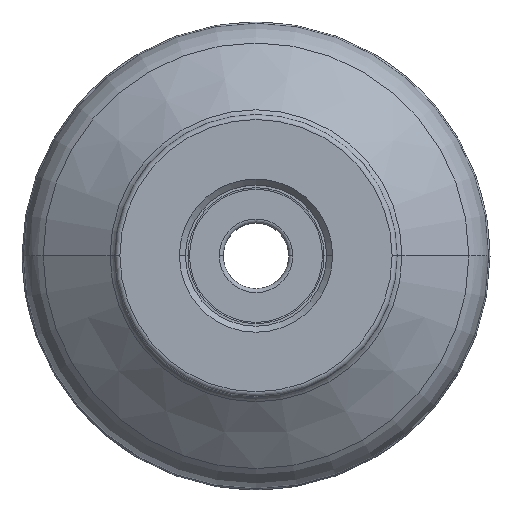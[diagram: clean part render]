
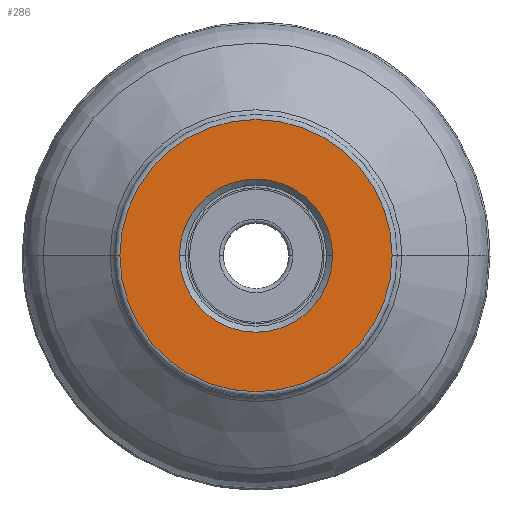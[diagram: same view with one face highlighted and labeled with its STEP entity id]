
A CAD part, top view. The second image highlights one B-rep face of the part: STEP entity #286.
In plain terms, the highlighted planar face has unit normal (0, 0, 1).
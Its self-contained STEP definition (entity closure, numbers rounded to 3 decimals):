
#63=PLANE('',#2605);
#71=FACE_BOUND('',#584,.T.);
#72=FACE_BOUND('',#585,.T.);
#286=ADVANCED_FACE('',(#71,#72),#63,.T.);
#584=EDGE_LOOP('',(#1033,#1034));
#585=EDGE_LOOP('',(#1035,#1036,#1037,#1038));
#1033=ORIENTED_EDGE('',*,*,#1647,.T.);
#1034=ORIENTED_EDGE('',*,*,#1651,.T.);
#1035=ORIENTED_EDGE('',*,*,#1652,.T.);
#1036=ORIENTED_EDGE('',*,*,#1653,.T.);
#1037=ORIENTED_EDGE('',*,*,#1654,.T.);
#1038=ORIENTED_EDGE('',*,*,#1655,.T.);
#1369=VERTEX_POINT('',#5519);
#1370=VERTEX_POINT('',#5521);
#1372=VERTEX_POINT('',#5530);
#1373=VERTEX_POINT('',#5531);
#1374=VERTEX_POINT('',#5533);
#1375=VERTEX_POINT('',#5535);
#1647=EDGE_CURVE('',#1370,#1369,#2027,.T.);
#1651=EDGE_CURVE('',#1369,#1370,#2031,.T.);
#1652=EDGE_CURVE('',#1372,#1373,#2032,.T.);
#1653=EDGE_CURVE('',#1373,#1374,#2033,.T.);
#1654=EDGE_CURVE('',#1374,#1375,#2034,.T.);
#1655=EDGE_CURVE('',#1375,#1372,#2035,.T.);
#2027=CIRCLE('',#2594,27.);
#2031=CIRCLE('',#2599,27.);
#2032=CIRCLE('',#2601,15.2);
#2033=CIRCLE('',#2602,15.2);
#2034=CIRCLE('',#2603,15.2);
#2035=CIRCLE('',#2604,15.2);
#2594=AXIS2_PLACEMENT_3D('',#5520,#3185,#3186);
#2599=AXIS2_PLACEMENT_3D('',#5527,#3195,#3196);
#2601=AXIS2_PLACEMENT_3D('',#5529,#3199,#3200);
#2602=AXIS2_PLACEMENT_3D('',#5532,#3201,#3202);
#2603=AXIS2_PLACEMENT_3D('',#5534,#3203,#3204);
#2604=AXIS2_PLACEMENT_3D('',#5536,#3205,#3206);
#2605=AXIS2_PLACEMENT_3D('',#5537,#3207,#3208);
#3185=DIRECTION('',(0.,0.,1.));
#3186=DIRECTION('',(1.,0.,0.));
#3195=DIRECTION('',(0.,0.,1.));
#3196=DIRECTION('',(-1.,0.,0.));
#3199=DIRECTION('',(0.,0.,-1.));
#3200=DIRECTION('',(0.,-1.,0.));
#3201=DIRECTION('',(0.,0.,-1.));
#3202=DIRECTION('',(-1.,0.,0.));
#3203=DIRECTION('',(0.,0.,-1.));
#3204=DIRECTION('',(0.,1.,0.));
#3205=DIRECTION('',(0.,0.,-1.));
#3206=DIRECTION('',(1.,0.,0.));
#3207=DIRECTION('',(0.,0.,1.));
#3208=DIRECTION('',(-1.,0.,0.));
#5519=CARTESIAN_POINT('',(-27.,0.,0.));
#5520=CARTESIAN_POINT('',(0.,0.,0.));
#5521=CARTESIAN_POINT('',(27.,0.,0.));
#5527=CARTESIAN_POINT('',(0.,0.,0.));
#5529=CARTESIAN_POINT('',(0.,0.,0.));
#5530=CARTESIAN_POINT('',(0.,-15.2,0.));
#5531=CARTESIAN_POINT('',(-15.2,0.,0.));
#5532=CARTESIAN_POINT('',(0.,0.,0.));
#5533=CARTESIAN_POINT('',(0.,15.2,0.));
#5534=CARTESIAN_POINT('',(0.,0.,0.));
#5535=CARTESIAN_POINT('',(15.2,0.,0.));
#5536=CARTESIAN_POINT('',(0.,0.,0.));
#5537=CARTESIAN_POINT('',(0.,0.,0.));
